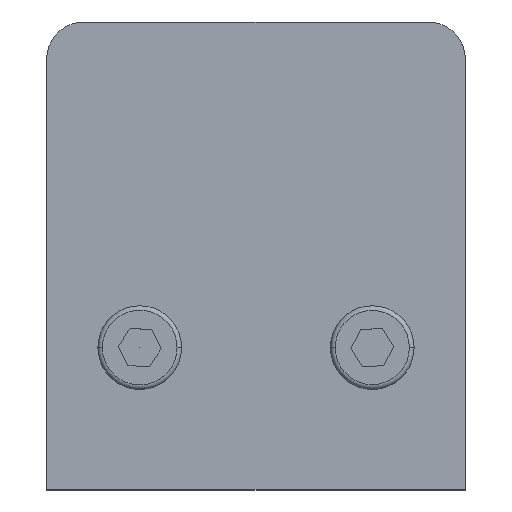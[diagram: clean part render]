
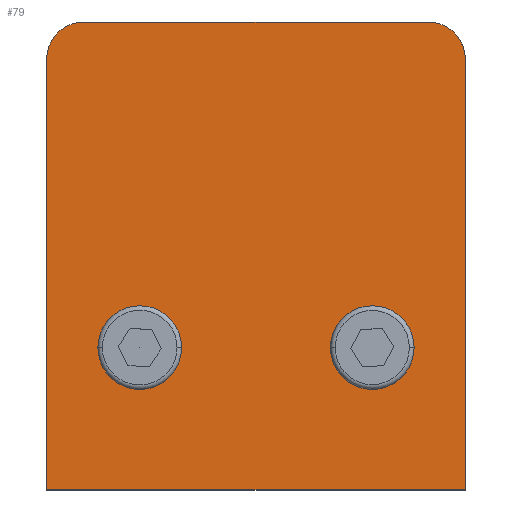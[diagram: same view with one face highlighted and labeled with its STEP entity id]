
A CAD part, top view. The second image highlights one B-rep face of the part: STEP entity #79.
In plain terms, the highlighted planar face has unit normal (0, 0, 1).
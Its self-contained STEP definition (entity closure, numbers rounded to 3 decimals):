
#69 = AXIS2_PLACEMENT_3D ( 'NONE', #1654, #2503, #3642 ) ;
#79 = ADVANCED_FACE ( 'NONE', ( #2805, #213, #1924 ), #1940, .F. ) ;
#147 = EDGE_CURVE ( 'NONE', #1698, #2371, #3412, .T. ) ;
#173 = ORIENTED_EDGE ( 'NONE', *, *, #147, .T. ) ;
#175 = CARTESIAN_POINT ( 'NONE',  ( -8., 2.5, 20.75 ) ) ;
#192 = DIRECTION ( 'NONE',  ( 0., 1., 0. ) ) ;
#202 = AXIS2_PLACEMENT_3D ( 'NONE', #2024, #870, #2007 ) ;
#213 = FACE_BOUND ( 'NONE', #405, .T. ) ;
#258 = DIRECTION ( 'NONE',  ( -1., 0., 0. ) ) ;
#378 = AXIS2_PLACEMENT_3D ( 'NONE', #2210, #2797, #192 ) ;
#405 = EDGE_LOOP ( 'NONE', ( #1584, #3197 ) ) ;
#417 = AXIS2_PLACEMENT_3D ( 'NONE', #520, #1444, #3069 ) ;
#513 = CIRCLE ( 'NONE', #3150, 4.5 ) ;
#520 = CARTESIAN_POINT ( 'NONE',  ( 22.5, 37.5, 20.75 ) ) ;
#530 = EDGE_CURVE ( 'NONE', #727, #3339, #551, .T. ) ;
#551 = CIRCLE ( 'NONE', #2699, 4.5 ) ;
#560 = LINE ( 'NONE', #1706, #3496 ) ;
#677 = VERTEX_POINT ( 'NONE', #3379 ) ;
#713 = EDGE_CURVE ( 'NONE', #1106, #789, #3612, .T. ) ;
#727 = VERTEX_POINT ( 'NONE', #175 ) ;
#773 = ORIENTED_EDGE ( 'NONE', *, *, #1570, .T. ) ;
#789 = VERTEX_POINT ( 'NONE', #2305 ) ;
#827 = EDGE_CURVE ( 'NONE', #3151, #677, #1832, .T. ) ;
#833 = CARTESIAN_POINT ( 'NONE',  ( -22.5, -12.759, 20.75 ) ) ;
#836 = CARTESIAN_POINT ( 'NONE',  ( 22.5, -12.759, 20.75 ) ) ;
#856 = EDGE_CURVE ( 'NONE', #677, #3151, #3143, .T. ) ;
#870 = DIRECTION ( 'NONE',  ( 0., 0., 1. ) ) ;
#938 = LINE ( 'NONE', #1241, #3073 ) ;
#1079 = VECTOR ( 'NONE', #258, 1000. ) ;
#1106 = VERTEX_POINT ( 'NONE', #2493 ) ;
#1144 = CARTESIAN_POINT ( 'NONE',  ( -42.5, -12.759, 20.75 ) ) ;
#1220 = ORIENTED_EDGE ( 'NONE', *, *, #2825, .T. ) ;
#1241 = CARTESIAN_POINT ( 'NONE',  ( 22.5, 37.5, 20.75 ) ) ;
#1265 = DIRECTION ( 'NONE',  ( 0., 0., 1. ) ) ;
#1287 = AXIS2_PLACEMENT_3D ( 'NONE', #2320, #2862, #2578 ) ;
#1444 = DIRECTION ( 'NONE',  ( 0., 0., -1. ) ) ;
#1520 = VERTEX_POINT ( 'NONE', #836 ) ;
#1570 = EDGE_CURVE ( 'NONE', #2002, #1520, #3462, .T. ) ;
#1584 = ORIENTED_EDGE ( 'NONE', *, *, #827, .F. ) ;
#1628 = DIRECTION ( 'NONE',  ( 1., 0., 0. ) ) ;
#1647 = DIRECTION ( 'NONE',  ( 0., 0., 1. ) ) ;
#1654 = CARTESIAN_POINT ( 'NONE',  ( 18.5, 33.5, 20.75 ) ) ;
#1698 = VERTEX_POINT ( 'NONE', #2995 ) ;
#1706 = CARTESIAN_POINT ( 'NONE',  ( -22.5, 37.5, 20.75 ) ) ;
#1724 = DIRECTION ( 'NONE',  ( 1., 0., 0. ) ) ;
#1766 = EDGE_LOOP ( 'NONE', ( #1908, #2011 ) ) ;
#1799 = DIRECTION ( 'NONE',  ( 1., 0., 0. ) ) ;
#1812 = VECTOR ( 'NONE', #1724, 1000. ) ;
#1832 = CIRCLE ( 'NONE', #1287, 4.5 ) ;
#1868 = CARTESIAN_POINT ( 'NONE',  ( 18.5, 37.5, 20.75 ) ) ;
#1908 = ORIENTED_EDGE ( 'NONE', *, *, #530, .F. ) ;
#1924 = FACE_OUTER_BOUND ( 'NONE', #3615, .T. ) ;
#1940 = PLANE ( 'NONE',  #417 ) ;
#1960 = CARTESIAN_POINT ( 'NONE',  ( 22.5, 37.5, 20.75 ) ) ;
#2002 = VERTEX_POINT ( 'NONE', #833 ) ;
#2007 = DIRECTION ( 'NONE',  ( 1., 0., 0. ) ) ;
#2011 = ORIENTED_EDGE ( 'NONE', *, *, #2258, .F. ) ;
#2024 = CARTESIAN_POINT ( 'NONE',  ( 12.5, 2.5, 20.75 ) ) ;
#2185 = ORIENTED_EDGE ( 'NONE', *, *, #713, .T. ) ;
#2210 = CARTESIAN_POINT ( 'NONE',  ( -18.5, 33.5, 20.75 ) ) ;
#2258 = EDGE_CURVE ( 'NONE', #3339, #727, #513, .T. ) ;
#2305 = CARTESIAN_POINT ( 'NONE',  ( -22.5, 33.5, 20.75 ) ) ;
#2320 = CARTESIAN_POINT ( 'NONE',  ( 12.5, 2.5, 20.75 ) ) ;
#2333 = LINE ( 'NONE', #1960, #1079 ) ;
#2353 = CARTESIAN_POINT ( 'NONE',  ( -12.5, 2.5, 20.75 ) ) ;
#2371 = VERTEX_POINT ( 'NONE', #1868 ) ;
#2461 = CARTESIAN_POINT ( 'NONE',  ( -12.5, 2.5, 20.75 ) ) ;
#2493 = CARTESIAN_POINT ( 'NONE',  ( -18.5, 37.5, 20.75 ) ) ;
#2503 = DIRECTION ( 'NONE',  ( 0., 0., 1. ) ) ;
#2578 = DIRECTION ( 'NONE',  ( 1., 0., 0. ) ) ;
#2581 = ORIENTED_EDGE ( 'NONE', *, *, #3249, .T. ) ;
#2686 = CARTESIAN_POINT ( 'NONE',  ( -17., 2.5, 20.75 ) ) ;
#2699 = AXIS2_PLACEMENT_3D ( 'NONE', #2353, #1265, #1799 ) ;
#2797 = DIRECTION ( 'NONE',  ( 0., 0., 1. ) ) ;
#2805 = FACE_BOUND ( 'NONE', #1766, .T. ) ;
#2825 = EDGE_CURVE ( 'NONE', #2371, #1106, #2333, .T. ) ;
#2862 = DIRECTION ( 'NONE',  ( 0., 0., 1. ) ) ;
#2959 = DIRECTION ( 'NONE',  ( 0., -1., 0. ) ) ;
#2995 = CARTESIAN_POINT ( 'NONE',  ( 22.5, 33.5, 20.75 ) ) ;
#3069 = DIRECTION ( 'NONE',  ( 0., 1., 0. ) ) ;
#3073 = VECTOR ( 'NONE', #2959, 1000. ) ;
#3143 = CIRCLE ( 'NONE', #202, 4.5 ) ;
#3150 = AXIS2_PLACEMENT_3D ( 'NONE', #2461, #1647, #1628 ) ;
#3151 = VERTEX_POINT ( 'NONE', #3680 ) ;
#3197 = ORIENTED_EDGE ( 'NONE', *, *, #856, .F. ) ;
#3249 = EDGE_CURVE ( 'NONE', #789, #2002, #560, .T. ) ;
#3339 = VERTEX_POINT ( 'NONE', #2686 ) ;
#3379 = CARTESIAN_POINT ( 'NONE',  ( 8., 2.5, 20.75 ) ) ;
#3412 = CIRCLE ( 'NONE', #69, 4. ) ;
#3422 = DIRECTION ( 'NONE',  ( 0., -1., 0. ) ) ;
#3462 = LINE ( 'NONE', #1144, #1812 ) ;
#3496 = VECTOR ( 'NONE', #3422, 1000. ) ;
#3500 = ORIENTED_EDGE ( 'NONE', *, *, #3672, .F. ) ;
#3612 = CIRCLE ( 'NONE', #378, 4. ) ;
#3615 = EDGE_LOOP ( 'NONE', ( #2581, #773, #3500, #173, #1220, #2185 ) ) ;
#3642 = DIRECTION ( 'NONE',  ( 0., 1., 0. ) ) ;
#3672 = EDGE_CURVE ( 'NONE', #1698, #1520, #938, .T. ) ;
#3680 = CARTESIAN_POINT ( 'NONE',  ( 17., 2.5, 20.75 ) ) ;
